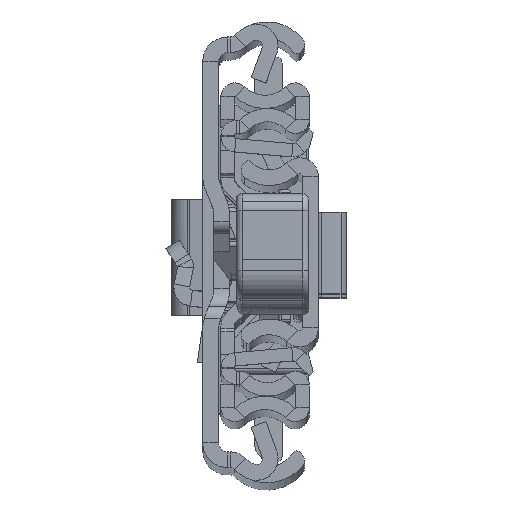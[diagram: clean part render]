
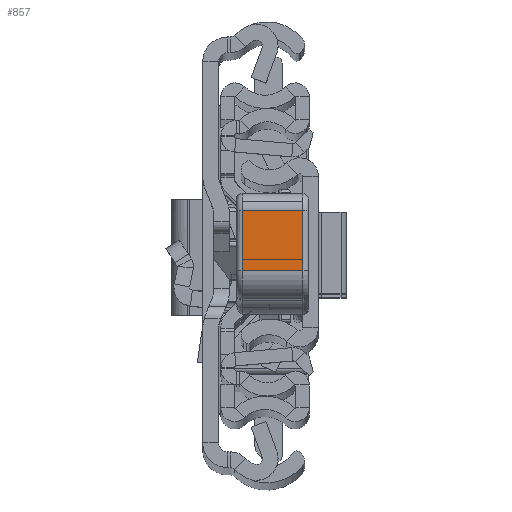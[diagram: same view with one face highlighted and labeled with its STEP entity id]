
A CAD part, top view. The second image highlights one B-rep face of the part: STEP entity #857.
In plain terms, the highlighted face is planar.
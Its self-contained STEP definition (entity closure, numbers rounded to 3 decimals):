
#225 = CARTESIAN_POINT ( 'NONE',  ( 39.55, -12.274, -11. ) ) ;
#850 = CARTESIAN_POINT ( 'NONE',  ( 39.55, -12.274, -10. ) ) ;
#857 = ADVANCED_FACE ( 'NONE', ( #2152 ), #34218, .F. ) ;
#1657 = AXIS2_PLACEMENT_3D ( 'NONE', #225, #17333, #23664 ) ;
#2152 = FACE_OUTER_BOUND ( 'NONE', #10857, .T. ) ;
#3501 = ORIENTED_EDGE ( 'NONE', *, *, #24560, .F. ) ;
#5358 = ORIENTED_EDGE ( 'NONE', *, *, #15401, .F. ) ;
#6433 = DIRECTION ( 'NONE',  ( -0.027, -1., 0. ) ) ;
#6528 = CARTESIAN_POINT ( 'NONE',  ( 39.818, -2.465, -10. ) ) ;
#7153 = DIRECTION ( 'NONE',  ( 0.027, 1., 0. ) ) ;
#8249 = DIRECTION ( 'NONE',  ( 0., 0., -1. ) ) ;
#10331 = CARTESIAN_POINT ( 'NONE',  ( 39.818, -2.465, 0. ) ) ;
#10857 = EDGE_LOOP ( 'NONE', ( #31509, #3501, #32680, #5358 ) ) ;
#13087 = CARTESIAN_POINT ( 'NONE',  ( 39.55, -12.274, -10. ) ) ;
#14547 = VERTEX_POINT ( 'NONE', #6528 ) ;
#14780 = EDGE_CURVE ( 'NONE', #37743, #24751, #31837, .T. ) ;
#15401 = EDGE_CURVE ( 'NONE', #24751, #21085, #36139, .T. ) ;
#17333 = DIRECTION ( 'NONE',  ( -1., 0.027, 0. ) ) ;
#17636 = CARTESIAN_POINT ( 'NONE',  ( 39.55, -12.274, -11. ) ) ;
#18378 = VECTOR ( 'NONE', #6433, 1000. ) ;
#19380 = VECTOR ( 'NONE', #7153, 1000. ) ;
#21085 = VERTEX_POINT ( 'NONE', #10331 ) ;
#21366 = CARTESIAN_POINT ( 'NONE',  ( 39.55, -12.274, 0. ) ) ;
#21390 = VECTOR ( 'NONE', #26486, 1000. ) ;
#21990 = EDGE_CURVE ( 'NONE', #21085, #14547, #34142, .T. ) ;
#23664 = DIRECTION ( 'NONE',  ( -0.027, -1., 0. ) ) ;
#24560 = EDGE_CURVE ( 'NONE', #14547, #37743, #32543, .T. ) ;
#24751 = VERTEX_POINT ( 'NONE', #25581 ) ;
#25581 = CARTESIAN_POINT ( 'NONE',  ( 39.55, -12.274, 0. ) ) ;
#26243 = VECTOR ( 'NONE', #8249, 1000. ) ;
#26486 = DIRECTION ( 'NONE',  ( 0., 0., 1. ) ) ;
#31068 = CARTESIAN_POINT ( 'NONE',  ( 39.818, -2.465, -11. ) ) ;
#31509 = ORIENTED_EDGE ( 'NONE', *, *, #14780, .F. ) ;
#31837 = LINE ( 'NONE', #17636, #21390 ) ;
#32543 = LINE ( 'NONE', #850, #18378 ) ;
#32680 = ORIENTED_EDGE ( 'NONE', *, *, #21990, .F. ) ;
#34142 = LINE ( 'NONE', #31068, #26243 ) ;
#34218 = PLANE ( 'NONE',  #1657 ) ;
#36139 = LINE ( 'NONE', #21366, #19380 ) ;
#37743 = VERTEX_POINT ( 'NONE', #13087 ) ;
